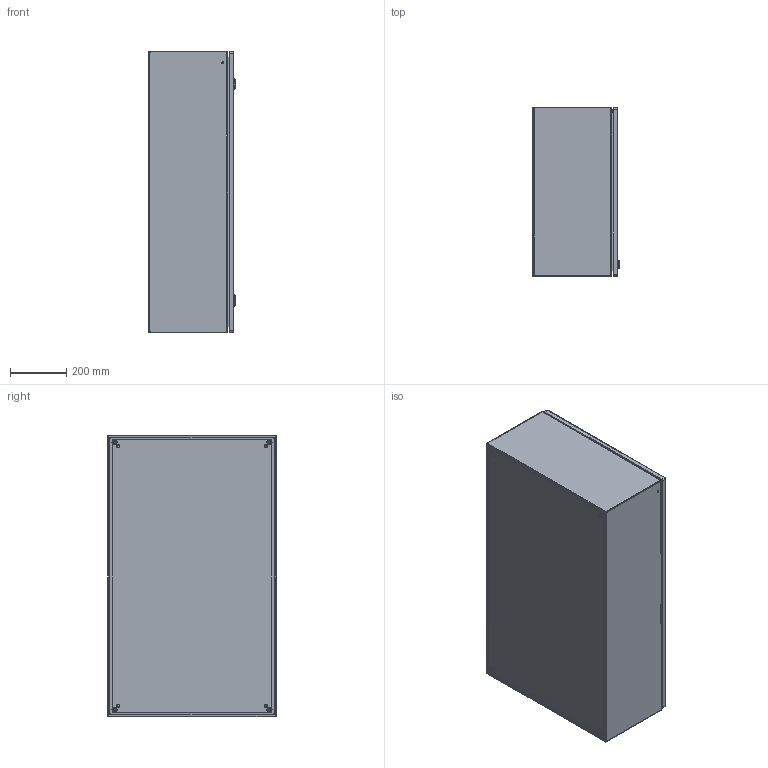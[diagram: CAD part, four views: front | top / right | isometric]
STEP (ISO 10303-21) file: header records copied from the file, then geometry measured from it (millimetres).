
FILE_DESCRIPTION(('STEP AP214'),'1');
FILE_NAME(' ',' ',('TraceParts'),('TraceParts S.A.'),'XStep 1.0',' ',' ');
FILE_SCHEMA(('automotive_design'));
Length unit declared in the file: millimetre
Products named in the file (65): nsycrn106300t_a_asm|6305013301_ASM:1|2302813301:1;2302813301; nsycrn106300t_a_asm|6305013301_ASM:1|2407140501:1;2407140501; nsycrn106300t_a_asm|6305013301_ASM:1|2802260001:1;2802260001; nsycrn106300t_a_asm|6305013301_ASM:1|2802260001:2;2802260001; nsycrn106300t_a_asm|6305013301_ASM:1|2802260001:3;2802260001; nsycrn106300t_a_asm|6305013301_ASM:1|2802260001:4;2802260001; nsycrn106300t_a_asm|6305013301_ASM:1|2802230000:1;2802230000; nsycrn106300t_a_asm|6305013301_ASM:1|2802230000:2;2802230000; nsycrn106300t_a_asm|6509181301_ASM:1|6509201401_ASM:1|2102171101:1;2102171101; nsycrn106300t_a_asm|6509181301_ASM:1|6509201401_ASM:1|5100570000:1;5100570000; nsycrn106300t_a_asm|6509181301_ASM:1|6509201401_ASM:1|5100570000:2;5100570000; nsycrn106300t_a_asm|6509181301_ASM:1|6509201401_ASM:1|5100570000:3;5100570000; nsycrn106300t_a_asm|6509181301_ASM:1|6509201401_ASM:1|2802230001:1;2802230001; nsycrn106300t_a_asm|6509181301_ASM:1|6509201401_ASM:1|2802230001:2;2802230001; nsycrn106300t_a_asm|6509181301_ASM:1|6509201401_ASM:1|2802230001:3;2802230001; nsycrn106300t_a_asm|6509181301_ASM:1|6509201401_ASM:1|2802230001:4;2802230001; nsycrn106300t_a_asm|6509181301_ASM:1|6509201401_ASM:1|2802230001:5;2802230001; nsycrn106300t_a_asm|6509181301_ASM:1|6509201401_ASM:1|CRN106:1;CRN106; nsycrn106300t_a_asm|6509181301_ASM:1|6702210000_AF39_ASM:1|5361660000:1;5361660000; nsycrn106300t_a_asm|6509181301_ASM:1|6702210000_AF39_ASM:1|5305430001:1;5305430001; nsycrn106300t_a_asm|6509181301_ASM:1|6702210000_AF39_ASM:1|5307520001:1;5307520001; nsycrn106300t_a_asm|6509181301_ASM:1|6702210000_AF39_ASM:1|8112014011:1;8112014011; nsycrn106300t_a_asm|6509181301_ASM:1|6702210000_AF39_ASM:1|5305450001:1;5305450001; nsycrn106300t_a_asm|6509181301_ASM:1|6702210000_AF39_ASM:1|5305440101:1;5305440101; nsycrn106300t_a_asm|6509181301_ASM:1|6702210000_AF39_ASM:1|5305460001:1;5305460001; nsycrn106300t_a_asm|6509181301_ASM:1|6702210000_AF40_ASM:1|5361660000:1;5361660000; nsycrn106300t_a_asm|6509181301_ASM:1|6702210000_AF40_ASM:1|5305430001:1;5305430001; nsycrn106300t_a_asm|6509181301_ASM:1|6702210000_AF40_ASM:1|5307520001:1;5307520001; nsycrn106300t_a_asm|6509181301_ASM:1|6702210000_AF40_ASM:1|8112014011:1;8112014011; nsycrn106300t_a_asm|6509181301_ASM:1|6702210000_AF40_ASM:1|5305450001:1;5305450001; nsycrn106300t_a_asm|6509181301_ASM:1|6702210000_AF40_ASM:1|5305440101:1;5305440101; nsycrn106300t_a_asm|6509181301_ASM:1|6702210000_AF40_ASM:1|5305460001:1;5305460001; nsycrn106300t_a_asm|6509181301_ASM:1|3401911401:1;3401911401; nsycrn106300t_a_asm|6509181301_ASM:1|2408320001:1;2408320001; nsycrn106300t_a_asm|6509181301_ASM:1|2408320001:2;2408320001; nsycrn106300t_a_asm|6509181301_ASM:1|2408320001:3;2408320001; nsycrn106300t_a_asm|6509181301_ASM:1|2408320001:4;2408320001; nsycrn106300t_a_asm|6509181301_ASM:1|8145000911:1;8145000911; nsycrn106300t_a_asm|6509181301_ASM:1|8145000911:2;8145000911; nsycrn106300t_a_asm|6509181301_ASM:1|8145000911:3;8145000911 ...
Bounding box: 308.11 x 600 x 1000 mm (x, y, z)
Volume: 4507342.3 mm3; surface area: 4804664.2 mm2
Topology: 65 solids, 65 shells, 4314 faces, 10964 edges, 6876 vertices
Faces by surface type: plane 1810, cylinder 1190, bspline 512, cone 488, torus 234, sphere 80
Entity records: 273685 total; most frequent: CARTESIAN_POINT 46291, STYLED_ITEM 22175, PRESENTATION_STYLE_ASSIGNMENT 22175, COLOUR_RGB 22175, ORIENTED_EDGE 21840, DIRECTION 21104, EDGE_CURVE 10920, CURVE_STYLE 10920
